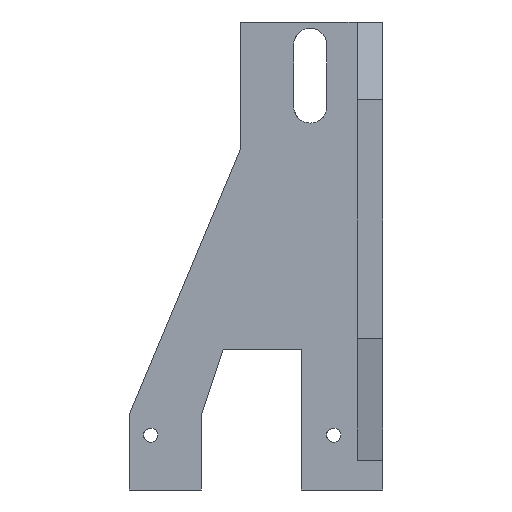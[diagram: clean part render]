
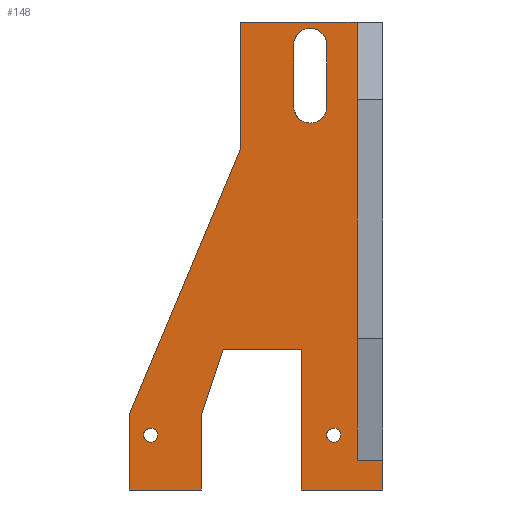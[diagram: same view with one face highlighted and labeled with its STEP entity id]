
A CAD part, front view. The second image highlights one B-rep face of the part: STEP entity #148.
In plain terms, the highlighted planar face has unit normal (-0.002, -1, 0).
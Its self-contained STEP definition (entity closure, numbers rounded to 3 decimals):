
#148=ADVANCED_FACE('',(#297,#298,#299,#300),#301,.F.);
#297=FACE_BOUND('',#443,.T.);
#298=FACE_BOUND('',#444,.T.);
#299=FACE_OUTER_BOUND('',#445,.T.);
#300=FACE_BOUND('',#446,.T.);
#301=PLANE('',#447);
#443=EDGE_LOOP('',(#837));
#444=EDGE_LOOP('',(#838,#839,#840,#841));
#445=EDGE_LOOP('',(#842,#843,#844,#845,#846,#847,#848,#849,#850,#851,#852,#853,#854,#855));
#446=EDGE_LOOP('',(#856));
#447=AXIS2_PLACEMENT_3D('',#857,#858,#859);
#837=ORIENTED_EDGE('',*,*,#1043,.F.);
#838=ORIENTED_EDGE('',*,*,#1029,.T.);
#839=ORIENTED_EDGE('',*,*,#1054,.T.);
#840=ORIENTED_EDGE('',*,*,#943,.T.);
#841=ORIENTED_EDGE('',*,*,#913,.T.);
#842=ORIENTED_EDGE('',*,*,#936,.T.);
#843=ORIENTED_EDGE('',*,*,#1041,.T.);
#844=ORIENTED_EDGE('',*,*,#1026,.T.);
#845=ORIENTED_EDGE('',*,*,#924,.T.);
#846=ORIENTED_EDGE('',*,*,#1032,.F.);
#847=ORIENTED_EDGE('',*,*,#982,.F.);
#848=ORIENTED_EDGE('',*,*,#1018,.F.);
#849=ORIENTED_EDGE('',*,*,#947,.T.);
#850=ORIENTED_EDGE('',*,*,#1039,.T.);
#851=ORIENTED_EDGE('',*,*,#899,.T.);
#852=ORIENTED_EDGE('',*,*,#932,.T.);
#853=ORIENTED_EDGE('',*,*,#890,.T.);
#854=ORIENTED_EDGE('',*,*,#1052,.T.);
#855=ORIENTED_EDGE('',*,*,#978,.T.);
#856=ORIENTED_EDGE('',*,*,#940,.F.);
#857=CARTESIAN_POINT('',(-7.496,-100.641,21.789));
#858=DIRECTION('',(0.002,1.,0.0));
#859=DIRECTION('',(-1.,0.002,0.0));
#890=EDGE_CURVE('',#1063,#1060,#1064,.T.);
#899=EDGE_CURVE('',#1080,#1078,#1081,.T.);
#913=EDGE_CURVE('',#1104,#1102,#1105,.T.);
#924=EDGE_CURVE('',#1123,#1121,#1124,.T.);
#932=EDGE_CURVE('',#1078,#1063,#1136,.T.);
#936=EDGE_CURVE('',#1143,#1141,#1144,.T.);
#940=EDGE_CURVE('',#1149,#1149,#1150,.F.);
#943=EDGE_CURVE('',#1154,#1104,#1155,.T.);
#947=EDGE_CURVE('',#1160,#1158,#1161,.T.);
#978=EDGE_CURVE('',#1210,#1143,#1211,.T.);
#982=EDGE_CURVE('',#1214,#1217,#1218,.T.);
#1018=EDGE_CURVE('',#1160,#1214,#1269,.T.);
#1026=EDGE_CURVE('',#1278,#1123,#1280,.T.);
#1029=EDGE_CURVE('',#1102,#1282,#1284,.T.);
#1032=EDGE_CURVE('',#1217,#1121,#1287,.T.);
#1039=EDGE_CURVE('',#1158,#1080,#1295,.T.);
#1041=EDGE_CURVE('',#1141,#1278,#1297,.T.);
#1043=EDGE_CURVE('',#1299,#1299,#1300,.F.);
#1052=EDGE_CURVE('',#1060,#1210,#1309,.T.);
#1054=EDGE_CURVE('',#1282,#1154,#1311,.T.);
#1060=VERTEX_POINT('',#1317);
#1063=VERTEX_POINT('',#1321);
#1064=LINE('',#1322,#1323);
#1078=VERTEX_POINT('',#1343);
#1080=VERTEX_POINT('',#1346);
#1081=LINE('',#1347,#1348);
#1102=VERTEX_POINT('',#1377);
#1104=VERTEX_POINT('',#1380);
#1105=CIRCLE('',#1381,1.75);
#1121=VERTEX_POINT('',#1402);
#1123=VERTEX_POINT('',#1405);
#1124=LINE('',#1406,#1407);
#1136=LINE('',#1425,#1426);
#1141=VERTEX_POINT('',#1432);
#1143=VERTEX_POINT('',#1435);
#1144=LINE('',#1436,#1437);
#1149=VERTEX_POINT('',#1443);
#1150=CIRCLE('',#1444,0.75);
#1154=VERTEX_POINT('',#1449);
#1155=LINE('',#1450,#1451);
#1158=VERTEX_POINT('',#1455);
#1160=VERTEX_POINT('',#1458);
#1161=LINE('',#1459,#1460);
#1210=VERTEX_POINT('',#1533);
#1211=LINE('',#1534,#1535);
#1214=VERTEX_POINT('',#1539);
#1217=VERTEX_POINT('',#1543);
#1218=LINE('',#1544,#1545);
#1269=LINE('',#1623,#1624);
#1278=VERTEX_POINT('',#1636);
#1280=LINE('',#1639,#1640);
#1282=VERTEX_POINT('',#1642);
#1284=LINE('',#1645,#1646);
#1287=LINE('',#1649,#1650);
#1295=LINE('',#1661,#1662);
#1297=LINE('',#1664,#1665);
#1299=VERTEX_POINT('',#1667);
#1300=CIRCLE('',#1668,0.75);
#1309=LINE('',#1679,#1680);
#1311=CIRCLE('',#1682,1.75);
#1317=CARTESIAN_POINT('',(-11.628,-100.634,-27.501));
#1321=CARTESIAN_POINT('',(-19.199,-100.621,-27.501));
#1322=CARTESIAN_POINT('',(-19.199,-100.621,-27.501));
#1323=VECTOR('',#1689,1.0);
#1343=CARTESIAN_POINT('',(-19.199,-100.621,-19.552));
#1346=CARTESIAN_POINT('',(-7.497,-100.641,8.367));
#1347=CARTESIAN_POINT('',(-7.497,-100.641,8.367));
#1348=VECTOR('',#1697,1.0);
#1377=CARTESIAN_POINT('',(1.622,-100.657,19.389));
#1380=CARTESIAN_POINT('',(-1.878,-100.651,19.389));
#1381=AXIS2_PLACEMENT_3D('',#1710,#1711,#1712);
#1402=CARTESIAN_POINT('',(7.5,-100.667,-24.364));
#1405=CARTESIAN_POINT('',(7.5,-100.667,-27.501));
#1406=CARTESIAN_POINT('',(7.5,-100.667,-27.501));
#1407=VECTOR('',#1725,1.0);
#1425=CARTESIAN_POINT('',(-19.199,-100.621,-19.552));
#1426=VECTOR('',#1732,1.0);
#1432=CARTESIAN_POINT('',(-1.09,-100.652,-12.708));
#1435=CARTESIAN_POINT('',(-9.317,-100.638,-12.708));
#1436=CARTESIAN_POINT('',(-9.317,-100.638,-12.708));
#1437=VECTOR('',#1735,1.0);
#1443=CARTESIAN_POINT('',(-17.691,-100.624,-21.732));
#1444=AXIS2_PLACEMENT_3D('',#1740,#1741,#1742);
#1449=CARTESIAN_POINT('',(-1.878,-100.651,12.889));
#1450=CARTESIAN_POINT('',(-1.878,-100.651,12.889));
#1451=VECTOR('',#1744,1.0);
#1455=CARTESIAN_POINT('',(-7.496,-100.641,8.36));
#1458=CARTESIAN_POINT('',(-7.496,-100.641,21.789));
#1459=CARTESIAN_POINT('',(-7.496,-100.641,21.789));
#1460=VECTOR('',#1747,1.0);
#1533=CARTESIAN_POINT('',(-11.628,-100.634,-19.681));
#1534=CARTESIAN_POINT('',(-11.628,-100.634,-19.681));
#1535=VECTOR('',#1775,1.0);
#1539=CARTESIAN_POINT('',(4.797,-100.662,21.789));
#1543=CARTESIAN_POINT('',(4.797,-100.662,-24.364));
#1544=CARTESIAN_POINT('',(4.797,-100.662,21.789));
#1545=VECTOR('',#1778,1.0);
#1623=CARTESIAN_POINT('',(-7.496,-100.641,21.789));
#1624=VECTOR('',#1809,1.0);
#1636=CARTESIAN_POINT('',(-1.09,-100.652,-27.501));
#1639=CARTESIAN_POINT('',(-19.199,-100.621,-27.501));
#1640=VECTOR('',#1817,1.0);
#1642=CARTESIAN_POINT('',(1.622,-100.657,12.889));
#1645=CARTESIAN_POINT('',(1.622,-100.657,19.389));
#1646=VECTOR('',#1819,1.0);
#1649=CARTESIAN_POINT('',(-7.496,-100.641,-24.364));
#1650=VECTOR('',#1820,1.0);
#1661=CARTESIAN_POINT('',(-6.605,-100.643,0.452));
#1662=VECTOR('',#1824,1.0);
#1664=CARTESIAN_POINT('',(-1.09,-100.652,-19.681));
#1665=VECTOR('',#1825,1.0);
#1667=CARTESIAN_POINT('',(1.582,-100.657,-21.732));
#1668=AXIS2_PLACEMENT_3D('',#1826,#1827,#1828);
#1679=CARTESIAN_POINT('',(-11.628,-100.634,-29.246));
#1680=VECTOR('',#1834,1.0);
#1682=AXIS2_PLACEMENT_3D('',#1835,#1836,#1837);
#1689=DIRECTION('',(1.,-0.002,0.0));
#1697=DIRECTION('',(-0.387,0.001,-0.922));
#1710=CARTESIAN_POINT('',(-0.128,-100.654,19.389));
#1711=DIRECTION('',(0.002,1.,-0.0));
#1712=DIRECTION('',(0.0,0.0,1.0));
#1725=DIRECTION('',(0.,0.,1.0));
#1732=DIRECTION('',(0.0,0.0,-1.0));
#1735=DIRECTION('',(1.,-0.002,0.0));
#1740=CARTESIAN_POINT('',(-16.941,-100.625,-21.732));
#1741=DIRECTION('',(0.002,1.,0.0));
#1742=DIRECTION('',(-1.,0.002,0.0));
#1744=DIRECTION('',(0.0,0.0,1.0));
#1747=DIRECTION('',(0.0,0.0,-1.0));
#1775=DIRECTION('',(0.315,-0.001,0.949));
#1778=DIRECTION('',(0.0,0.0,-1.0));
#1809=DIRECTION('',(1.,-0.002,0.0));
#1817=DIRECTION('',(1.,-0.002,0.0));
#1819=DIRECTION('',(0.0,0.0,-1.0));
#1820=DIRECTION('',(1.,-0.002,0.0));
#1824=DIRECTION('',(-0.112,0.,0.994));
#1825=DIRECTION('',(0.0,0.0,-1.0));
#1826=CARTESIAN_POINT('',(2.332,-100.658,-21.732));
#1827=DIRECTION('',(0.002,1.,0.0));
#1828=DIRECTION('',(-1.,0.002,0.0));
#1834=DIRECTION('',(0.0,0.0,1.0));
#1835=CARTESIAN_POINT('',(-0.128,-100.654,12.889));
#1836=DIRECTION('',(0.002,1.,-0.0));
#1837=DIRECTION('',(0.0,0.0,1.0));
